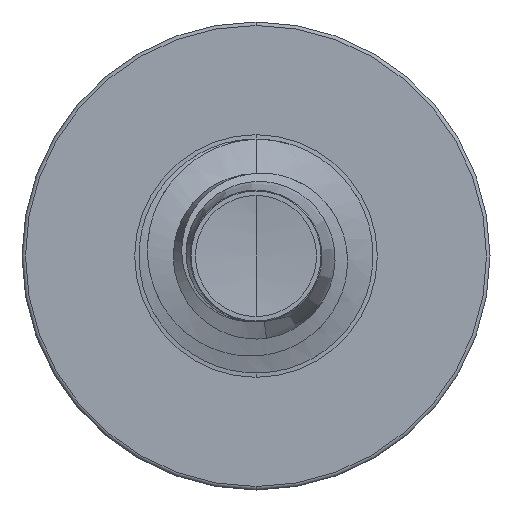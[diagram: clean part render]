
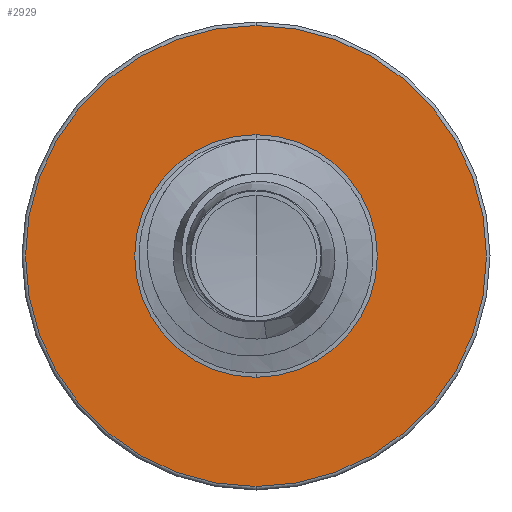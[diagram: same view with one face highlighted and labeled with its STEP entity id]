
A CAD part, front view. The second image highlights one B-rep face of the part: STEP entity #2929.
In plain terms, the highlighted planar face has unit normal (0, -1, 0).
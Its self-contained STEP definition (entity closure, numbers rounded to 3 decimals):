
#12 = DIRECTION ( 'NONE',  ( 0., 0., 1. ) ) ;
#34 = DIRECTION ( 'NONE',  ( 0., 1., 0. ) ) ;
#49 = CARTESIAN_POINT ( 'NONE',  ( 0., 3.5, 0. ) ) ;
#615 = EDGE_CURVE ( 'NONE', #921, #10176, #10550, .T. ) ;
#921 = VERTEX_POINT ( 'NONE', #11383 ) ;
#1969 = AXIS2_PLACEMENT_3D ( 'NONE', #49, #34, #12 ) ;
#2332 = CIRCLE ( 'NONE', #11251, 1.296 ) ;
#2741 = AXIS2_PLACEMENT_3D ( 'NONE', #8259, #9105, #9796 ) ;
#2929 = ADVANCED_FACE ( 'NONE', ( #11212, #7294 ), #9575, .F. ) ;
#3113 = EDGE_LOOP ( 'NONE', ( #7178, #7291 ) ) ;
#5305 = CIRCLE ( 'NONE', #1969, 2.463 ) ;
#6580 = CARTESIAN_POINT ( 'NONE',  ( 0., 3.5, 1.296 ) ) ;
#6954 = CARTESIAN_POINT ( 'NONE',  ( 0., 3.5, 2.463 ) ) ;
#6988 = VERTEX_POINT ( 'NONE', #6954 ) ;
#7178 = ORIENTED_EDGE ( 'NONE', *, *, #11256, .F. ) ;
#7180 = DIRECTION ( 'NONE',  ( 0., 0., 1. ) ) ;
#7183 = DIRECTION ( 'NONE',  ( 0., 1., 0. ) ) ;
#7193 = DIRECTION ( 'NONE',  ( 0., 0., 1. ) ) ;
#7194 = CARTESIAN_POINT ( 'NONE',  ( 0., 3.5, 0. ) ) ;
#7214 = DIRECTION ( 'NONE',  ( 0., 1., 0. ) ) ;
#7215 = CARTESIAN_POINT ( 'NONE',  ( 0., 3.5, 0. ) ) ;
#7291 = ORIENTED_EDGE ( 'NONE', *, *, #7297, .F. ) ;
#7294 = FACE_BOUND ( 'NONE', #11663, .T. ) ;
#7297 = EDGE_CURVE ( 'NONE', #9271, #6988, #10036, .T. ) ;
#7683 = ORIENTED_EDGE ( 'NONE', *, *, #615, .T. ) ;
#8196 = CARTESIAN_POINT ( 'NONE',  ( 0., 3.5, -2.462 ) ) ;
#8259 = CARTESIAN_POINT ( 'NONE',  ( 0., 3.5, 0. ) ) ;
#8937 = ORIENTED_EDGE ( 'NONE', *, *, #9982, .T. ) ;
#9105 = DIRECTION ( 'NONE',  ( 0., 1., 0. ) ) ;
#9271 = VERTEX_POINT ( 'NONE', #8196 ) ;
#9493 = DIRECTION ( 'NONE',  ( 0., 0., 1. ) ) ;
#9509 = DIRECTION ( 'NONE',  ( 0., 1., 0. ) ) ;
#9575 = PLANE ( 'NONE',  #11017 ) ;
#9588 = CARTESIAN_POINT ( 'NONE',  ( 0., 3.5, -1.296 ) ) ;
#9796 = DIRECTION ( 'NONE',  ( 0., 0., 1. ) ) ;
#9982 = EDGE_CURVE ( 'NONE', #10176, #921, #2332, .T. ) ;
#10036 = CIRCLE ( 'NONE', #2741, 2.463 ) ;
#10107 = AXIS2_PLACEMENT_3D ( 'NONE', #7215, #7214, #7193 ) ;
#10176 = VERTEX_POINT ( 'NONE', #6580 ) ;
#10550 = CIRCLE ( 'NONE', #10107, 1.296 ) ;
#11017 = AXIS2_PLACEMENT_3D ( 'NONE', #9588, #9509, #9493 ) ;
#11212 = FACE_OUTER_BOUND ( 'NONE', #3113, .T. ) ;
#11251 = AXIS2_PLACEMENT_3D ( 'NONE', #7194, #7183, #7180 ) ;
#11256 = EDGE_CURVE ( 'NONE', #6988, #9271, #5305, .T. ) ;
#11383 = CARTESIAN_POINT ( 'NONE',  ( 0., 3.5, -1.296 ) ) ;
#11663 = EDGE_LOOP ( 'NONE', ( #8937, #7683 ) ) ;
